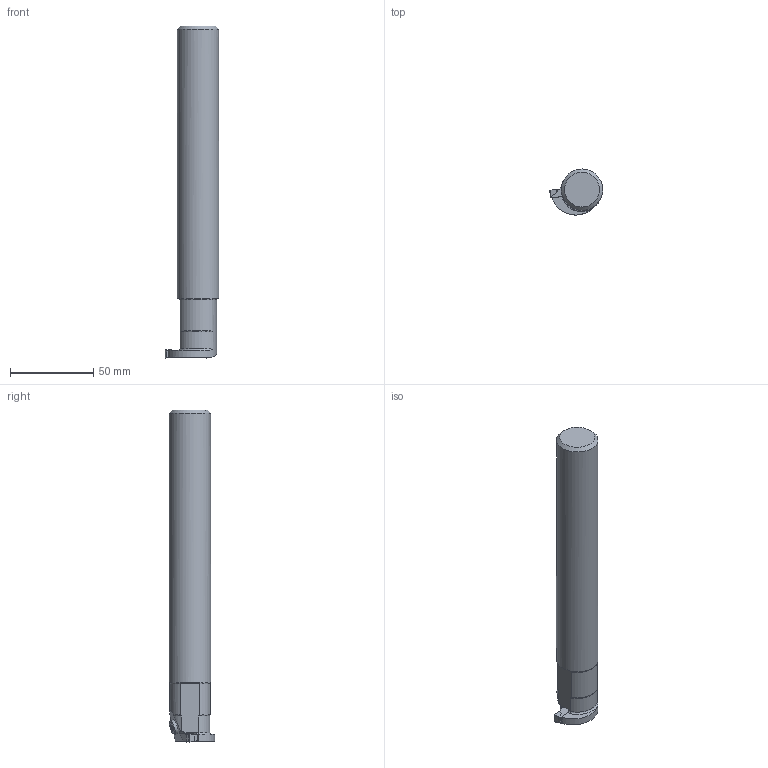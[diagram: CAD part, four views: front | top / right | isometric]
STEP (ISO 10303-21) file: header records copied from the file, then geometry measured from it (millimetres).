
FILE_DESCRIPTION(/* description */ (''),/* implementation_level */ '2;1');
FILE_NAME(/* name */ 'TOOLASSEMBLY_1.STP',/* time_stamp */ '2024-07-03T13:50:39+02:00',/* author */ (''),/* organization */ ('SMS'),/* preprocessor_version */ 'ST-DEVELOPER v16.7',/* originating_system */ 'SIEMENS PLM Software NX 12.0',/* authorisation */ '');
FILE_SCHEMA (('AUTOMOTIVE_DESIGN { 1 0 10303 214 3 1 1 1 }'));
Length unit declared in the file: millimetre
Products named in the file (4): ASSEMBLY_CONSTRUCTION; CUT_20240703134832; NOCUT_20240703134755; TOOLASSEMBLY_1
Assembly tree (3 placements, depth 2):
  TOOLASSEMBLY_1
    NOCUT_20240703134755
    CUT_20240703134832
    ASSEMBLY_CONSTRUCTION
Bounding box: 32.25 x 27.5 x 200 mm (x, y, z)
Volume: 96003.4 mm3; surface area: 17333.6 mm2
Topology: 2 solids, 2 shells, 103 faces, 272 edges, 180 vertices
Faces by surface type: plane 46, cylinder 35, cone 9, torus 8, extrusion 4, bspline 1
Full cylindrical faces by diameter (mm): 8.5 x1, 25 x1
Entity records: 4635 total; most frequent: CARTESIAN_POINT 1990, ORIENTED_EDGE 526, DIRECTION 516, EDGE_CURVE 263, AXIS2_PLACEMENT_3D 192, VERTEX_POINT 171, VECTOR 132, LINE 128
